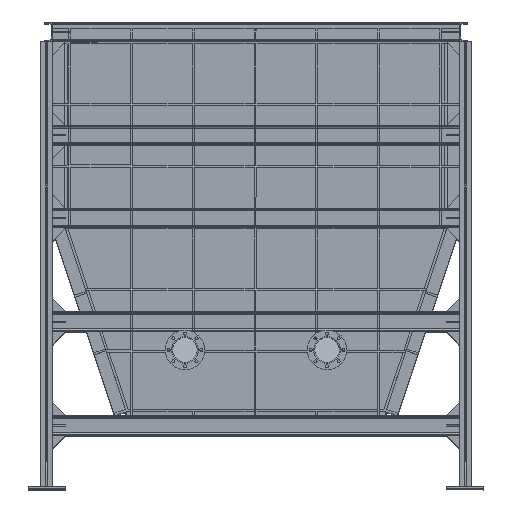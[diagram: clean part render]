
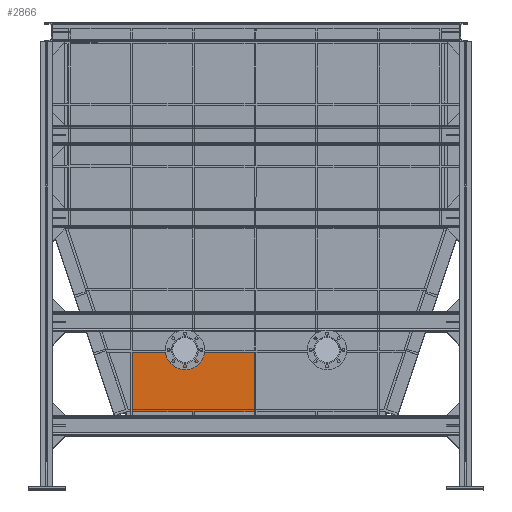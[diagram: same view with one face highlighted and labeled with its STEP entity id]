
A CAD part, top view. The second image highlights one B-rep face of the part: STEP entity #2866.
In plain terms, the highlighted free-form (B-spline) face has degree [1, 1] with [2, 2] control points.
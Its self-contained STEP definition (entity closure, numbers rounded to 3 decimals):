
#1340 = VERTEX_POINT('',#1341);
#1341 = CARTESIAN_POINT('',(-19.604,0.,
    1895.057));
#1382 = EDGE_CURVE('',#1383,#1340,#1385,.T.);
#1383 = VERTEX_POINT('',#1384);
#1384 = CARTESIAN_POINT('',(-653.468,0.,
    1895.057));
#1385 = B_SPLINE_CURVE_WITH_KNOTS('',1,(#1386,#1387),.UNSPECIFIED.,.F.,
  .F.,(2,2),(550.,1035.),.PIECEWISE_BEZIER_KNOTS.);
#1386 = CARTESIAN_POINT('',(-653.468,0.,
    1895.057));
#1387 = CARTESIAN_POINT('',(-19.604,0.,
    1895.057));
#1412 = VERTEX_POINT('',#1413);
#1413 = CARTESIAN_POINT('',(-673.072,0.,
    1895.057));
#1418 = EDGE_CURVE('',#1419,#1412,#1421,.T.);
#1419 = VERTEX_POINT('',#1420);
#1420 = CARTESIAN_POINT('',(-1306.936,0.,
    1895.057));
#1421 = B_SPLINE_CURVE_WITH_KNOTS('',1,(#1422,#1423),.UNSPECIFIED.,.F.,
  .F.,(2,2),(50.,535.),.PIECEWISE_BEZIER_KNOTS.);
#1422 = CARTESIAN_POINT('',(-1306.936,0.,
    1895.057));
#1423 = CARTESIAN_POINT('',(-673.072,0.,
    1895.057));
#2866 = ADVANCED_FACE('',(#2867),#2928,.F.);
#2867 = FACE_BOUND('',#2868,.T.);
#2868 = EDGE_LOOP('',(#2869,#2876,#2877,#2884,#2893,#2898,#2899,#2906,
    #2913,#2923));
#2869 = ORIENTED_EDGE('',*,*,#2870,.F.);
#2870 = EDGE_CURVE('',#1419,#2871,#2873,.T.);
#2871 = VERTEX_POINT('',#2872);
#2872 = CARTESIAN_POINT('',(-1306.936,627.329,
    1895.057));
#2873 = B_SPLINE_CURVE_WITH_KNOTS('',1,(#2874,#2875),.UNSPECIFIED.,.F.,
  .F.,(2,2),(0.,480.),
  .PIECEWISE_BEZIER_KNOTS.);
#2874 = CARTESIAN_POINT('',(-1306.936,0.,
    1895.057));
#2875 = CARTESIAN_POINT('',(-1306.936,627.329,
    1895.057));
#2876 = ORIENTED_EDGE('',*,*,#1418,.T.);
#2877 = ORIENTED_EDGE('',*,*,#2878,.F.);
#2878 = EDGE_CURVE('',#2879,#1412,#2881,.T.);
#2879 = VERTEX_POINT('',#2880);
#2880 = CARTESIAN_POINT('',(-673.072,-130.694,
    1895.057));
#2881 = B_SPLINE_CURVE_WITH_KNOTS('',1,(#2882,#2883),.UNSPECIFIED.,.F.,
  .F.,(2,2),(0.,100.),.PIECEWISE_BEZIER_KNOTS.);
#2882 = CARTESIAN_POINT('',(-673.072,-130.694,
    1895.057));
#2883 = CARTESIAN_POINT('',(-673.072,0.,
    1895.057));
#2884 = ORIENTED_EDGE('',*,*,#2885,.F.);
#2885 = EDGE_CURVE('',#2886,#2879,#2888,.T.);
#2886 = VERTEX_POINT('',#2887);
#2887 = CARTESIAN_POINT('',(-653.468,-130.694,
    1895.057));
#2888 = B_SPLINE_CURVE_WITH_KNOTS('',3,(#2889,#2890,#2891,#2892),
  .UNSPECIFIED.,.F.,.F.,(4,4),(0.,1.),.PIECEWISE_BEZIER_KNOTS.);
#2889 = CARTESIAN_POINT('',(-653.468,-130.694,
    1895.057));
#2890 = CARTESIAN_POINT('',(-660.003,-130.694,
    1895.057));
#2891 = CARTESIAN_POINT('',(-666.537,-130.694,
    1895.057));
#2892 = CARTESIAN_POINT('',(-673.072,-130.694,
    1895.057));
#2893 = ORIENTED_EDGE('',*,*,#2894,.T.);
#2894 = EDGE_CURVE('',#2886,#1383,#2895,.T.);
#2895 = B_SPLINE_CURVE_WITH_KNOTS('',1,(#2896,#2897),.UNSPECIFIED.,.F.,
  .F.,(2,2),(0.,100.),.PIECEWISE_BEZIER_KNOTS.);
#2896 = CARTESIAN_POINT('',(-653.468,-130.694,
    1895.057));
#2897 = CARTESIAN_POINT('',(-653.468,0.,
    1895.057));
#2898 = ORIENTED_EDGE('',*,*,#1382,.T.);
#2899 = ORIENTED_EDGE('',*,*,#2900,.F.);
#2900 = EDGE_CURVE('',#2901,#1340,#2903,.T.);
#2901 = VERTEX_POINT('',#2902);
#2902 = CARTESIAN_POINT('',(-19.604,627.329,
    1895.057));
#2903 = B_SPLINE_CURVE_WITH_KNOTS('',1,(#2904,#2905),.UNSPECIFIED.,.F.,
  .F.,(2,2),(-480.,0.),.PIECEWISE_BEZIER_KNOTS.);
#2904 = CARTESIAN_POINT('',(-19.604,627.329,
    1895.057));
#2905 = CARTESIAN_POINT('',(-19.604,0.,
    1895.057));
#2906 = ORIENTED_EDGE('',*,*,#2907,.F.);
#2907 = EDGE_CURVE('',#2908,#2901,#2910,.T.);
#2908 = VERTEX_POINT('',#2909);
#2909 = CARTESIAN_POINT('',(-612.78,627.329,
    1895.057));
#2910 = B_SPLINE_CURVE_WITH_KNOTS('',1,(#2911,#2912),.UNSPECIFIED.,.F.,
  .F.,(2,2),(-468.868,-15.),.PIECEWISE_BEZIER_KNOTS.);
#2911 = CARTESIAN_POINT('',(-612.78,627.329,
    1895.057));
#2912 = CARTESIAN_POINT('',(-19.604,627.329,
    1895.057));
#2913 = ORIENTED_EDGE('',*,*,#2914,.F.);
#2914 = EDGE_CURVE('',#2915,#2908,#2917,.T.);
#2915 = VERTEX_POINT('',#2916);
#2916 = CARTESIAN_POINT('',(-890.196,627.329,
    1895.057));
#2917 = ( BOUNDED_CURVE() B_SPLINE_CURVE(2,(#2918,#2919,#2920,#2921,
#2922),.UNSPECIFIED.,.F.,.F.) B_SPLINE_CURVE_WITH_KNOTS((3,2,3),(
    4.899,6.283,7.668),
.PIECEWISE_BEZIER_KNOTS.) CURVE() GEOMETRIC_REPRESENTATION_ITEM() 
RATIONAL_B_SPLINE_CURVE((1.,0.77,1.,0.77,1.)) 
REPRESENTATION_ITEM('') );
#2918 = CARTESIAN_POINT('',(-890.196,627.329,
    1895.057));
#2919 = CARTESIAN_POINT('',(-868.523,512.319,
    1895.057));
#2920 = CARTESIAN_POINT('',(-751.488,512.319,
    1895.057));
#2921 = CARTESIAN_POINT('',(-634.453,512.319,
    1895.057));
#2922 = CARTESIAN_POINT('',(-612.78,627.329,
    1895.057));
#2923 = ORIENTED_EDGE('',*,*,#2924,.F.);
#2924 = EDGE_CURVE('',#2871,#2915,#2925,.T.);
#2925 = B_SPLINE_CURVE_WITH_KNOTS('',1,(#2926,#2927),.UNSPECIFIED.,.F.,
  .F.,(2,2),(-1000.,-681.132),.PIECEWISE_BEZIER_KNOTS.);
#2926 = CARTESIAN_POINT('',(-1306.936,627.329,
    1895.057));
#2927 = CARTESIAN_POINT('',(-890.196,627.329,
    1895.057));
#2928 = B_SPLINE_SURFACE_WITH_KNOTS('',1,1,(
    (#2929,#2930)
    ,(#2931,#2932
    )),.UNSPECIFIED.,.F.,.F.,.F.,(2,2),(2,2),(-1535.,-550.
    ),(-3200.,-2620.),.PIECEWISE_BEZIER_KNOTS.);
#2929 = CARTESIAN_POINT('',(-19.604,-130.694,
    1895.057));
#2930 = CARTESIAN_POINT('',(-19.604,627.329,
    1895.057));
#2931 = CARTESIAN_POINT('',(-1306.936,-130.694,
    1895.057));
#2932 = CARTESIAN_POINT('',(-1306.936,627.329,
    1895.057));
